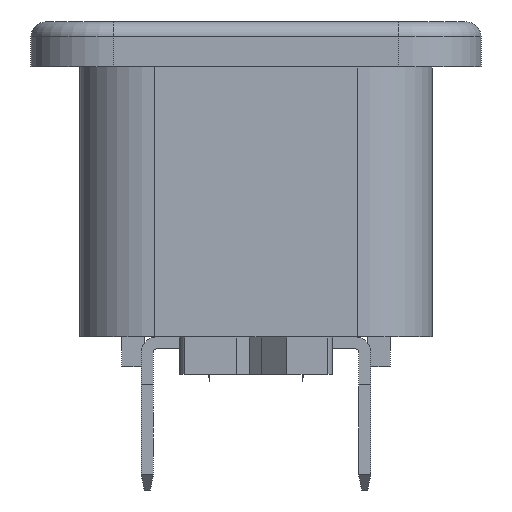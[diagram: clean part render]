
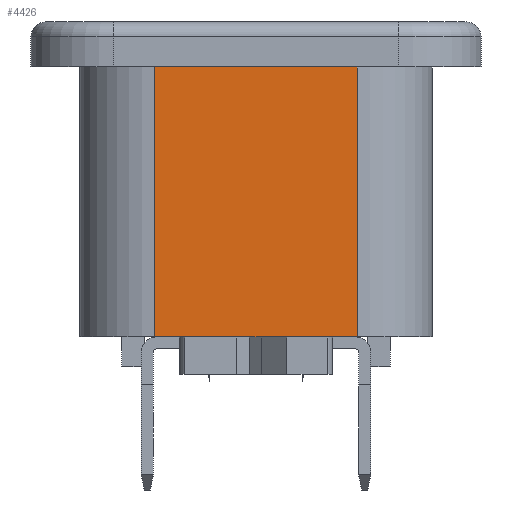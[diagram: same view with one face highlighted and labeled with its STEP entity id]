
A CAD part, left-side view. The second image highlights one B-rep face of the part: STEP entity #4426.
In plain terms, the highlighted planar face has unit normal (-1, 0, 0).
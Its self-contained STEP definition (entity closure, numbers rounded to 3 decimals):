
#107 = DIRECTION ( 'NONE',  ( 0., 0., 1. ) ) ;
#203 = DIRECTION ( 'NONE',  ( 0., 0., 1. ) ) ;
#265 = VECTOR ( 'NONE', #203, 1000. ) ;
#280 = EDGE_CURVE ( 'NONE', #2074, #3518, #2057, .T. ) ;
#389 = PLANE ( 'NONE',  #720 ) ;
#597 = LINE ( 'NONE', #5602, #2537 ) ;
#616 = VECTOR ( 'NONE', #5158, 1000. ) ;
#720 = AXIS2_PLACEMENT_3D ( 'NONE', #6929, #5830, #4203 ) ;
#835 = EDGE_LOOP ( 'NONE', ( #6719, #1574, #4822, #5552 ) ) ;
#1239 = EDGE_CURVE ( 'NONE', #2074, #2477, #597, .T. ) ;
#1277 = CARTESIAN_POINT ( 'NONE',  ( -15.8, 6.75, -21. ) ) ;
#1502 = FACE_OUTER_BOUND ( 'NONE', #835, .T. ) ;
#1574 = ORIENTED_EDGE ( 'NONE', *, *, #2652, .F. ) ;
#1899 = CARTESIAN_POINT ( 'NONE',  ( -15.8, 6.75, -3. ) ) ;
#2057 = LINE ( 'NONE', #2416, #616 ) ;
#2074 = VERTEX_POINT ( 'NONE', #7089 ) ;
#2416 = CARTESIAN_POINT ( 'NONE',  ( -15.8, 6.75, -21. ) ) ;
#2477 = VERTEX_POINT ( 'NONE', #5278 ) ;
#2537 = VECTOR ( 'NONE', #107, 1000. ) ;
#2652 = EDGE_CURVE ( 'NONE', #3518, #4994, #4621, .T. ) ;
#2899 = CARTESIAN_POINT ( 'NONE',  ( -15.8, 6.75, -21. ) ) ;
#3518 = VERTEX_POINT ( 'NONE', #1277 ) ;
#3615 = EDGE_CURVE ( 'NONE', #2477, #4994, #5206, .T. ) ;
#4203 = DIRECTION ( 'NONE',  ( 0., 0., -1. ) ) ;
#4426 = ADVANCED_FACE ( 'NONE', ( #1502 ), #389, .F. ) ;
#4621 = LINE ( 'NONE', #2899, #265 ) ;
#4822 = ORIENTED_EDGE ( 'NONE', *, *, #280, .F. ) ;
#4994 = VERTEX_POINT ( 'NONE', #5900 ) ;
#5158 = DIRECTION ( 'NONE',  ( 0., 1., 0. ) ) ;
#5206 = LINE ( 'NONE', #1899, #6669 ) ;
#5278 = CARTESIAN_POINT ( 'NONE',  ( -15.8, -6.75, -3. ) ) ;
#5552 = ORIENTED_EDGE ( 'NONE', *, *, #1239, .T. ) ;
#5602 = CARTESIAN_POINT ( 'NONE',  ( -15.8, -6.75, -21. ) ) ;
#5830 = DIRECTION ( 'NONE',  ( 1., 0., 0. ) ) ;
#5900 = CARTESIAN_POINT ( 'NONE',  ( -15.8, 6.75, -3. ) ) ;
#6669 = VECTOR ( 'NONE', #6798, 1000. ) ;
#6719 = ORIENTED_EDGE ( 'NONE', *, *, #3615, .T. ) ;
#6798 = DIRECTION ( 'NONE',  ( 0., 1., 0. ) ) ;
#6929 = CARTESIAN_POINT ( 'NONE',  ( -15.8, 6.75, -21. ) ) ;
#7089 = CARTESIAN_POINT ( 'NONE',  ( -15.8, -6.75, -21. ) ) ;
